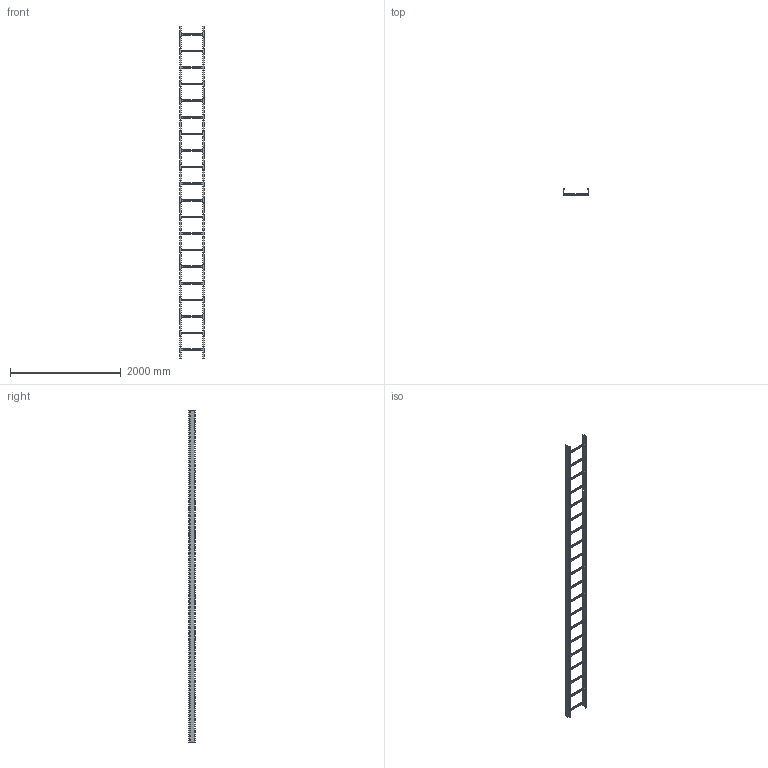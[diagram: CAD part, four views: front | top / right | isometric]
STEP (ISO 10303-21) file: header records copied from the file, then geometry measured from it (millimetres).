
FILE_DESCRIPTION (( 'STEP AP214' ), '1' );
FILE_NAME ('6209825.stp', '2017-03-21T14:07:03', ( '' ), ( '' ), 'SwSTEP 2.0', 'SolidWorks 2016', '' );
FILE_SCHEMA (( 'AUTOMOTIVE_DESIGN' ));
Length unit declared in the file: millimetre
Products named in the file (3): 6209825; KTS 05.012-096_L=6000 mit D9; 079986_L=0442
Assembly tree (22 placements, depth 2):
  6209825
    KTS 05.012-096_L=6000 mit D9  x2
    079986_L=0442  x20
Bounding box: 450 x 110 x 6000 mm (x, y, z)
Volume: 3371911.4 mm3; surface area: 4625538.8 mm2
Topology: 22 solids, 22 shells, 3280 faces, 9692 edges, 6456 vertices
Faces by surface type: plane 3116, cylinder 164
Entity records: 28524 total; most frequent: CARTESIAN_POINT 4969, ORIENTED_EDGE 4940, DIRECTION 4344, EDGE_CURVE 2470, VECTOR 2306, LINE 2306, VERTEX_POINT 1644, EDGE_LOOP 1260
